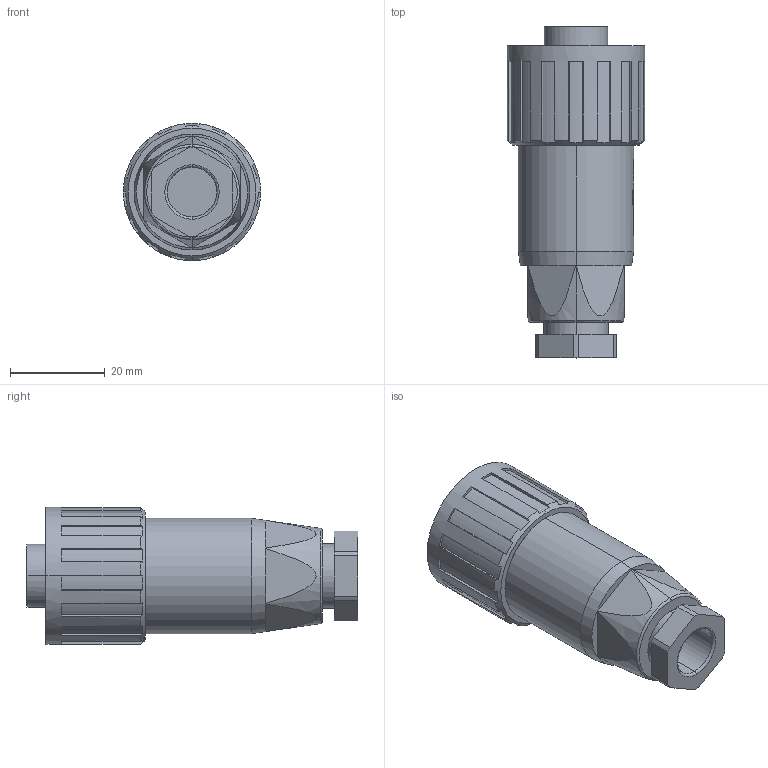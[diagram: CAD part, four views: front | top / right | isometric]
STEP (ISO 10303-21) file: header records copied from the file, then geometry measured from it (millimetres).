
FILE_DESCRIPTION (( 'STEP AP203' ), '1' );
FILE_NAME ('P427.STEP', '2020-04-16T01:04:50', ( 'edpusr' ), ( 'Microsoft' ), 'SwSTEP 2.0', 'SolidWorks 2015', '' );
FILE_SCHEMA (( 'CONFIG_CONTROL_DESIGN' ));
Length unit declared in the file: millimetre
Products named in the file (1): P427
Bounding box: 29 x 70.2 x 29 mm (x, y, z)
Volume: 30328.6 mm3; surface area: 15099.2 mm2
Topology: 6 solids, 6 shells, 454 faces, 1170 edges, 774 vertices
Faces by surface type: plane 213, cylinder 184, bspline 41, cone 16
Entity records: 19108 total; most frequent: CARTESIAN_POINT 8628, ORIENTED_EDGE 2340, DIRECTION 1889, EDGE_CURVE 1170, VERTEX_POINT 774, AXIS2_PLACEMENT_3D 655, VECTOR 579, LINE 579
